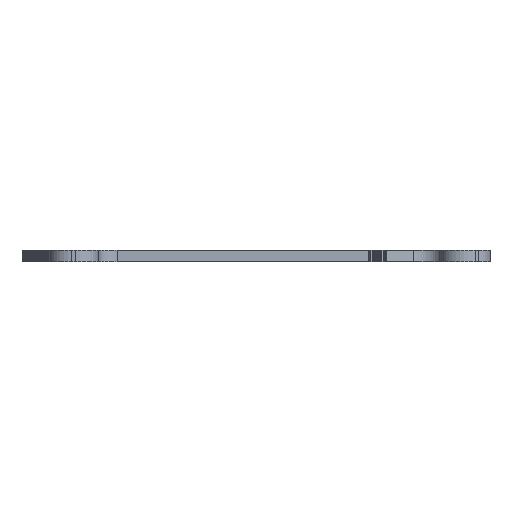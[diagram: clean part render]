
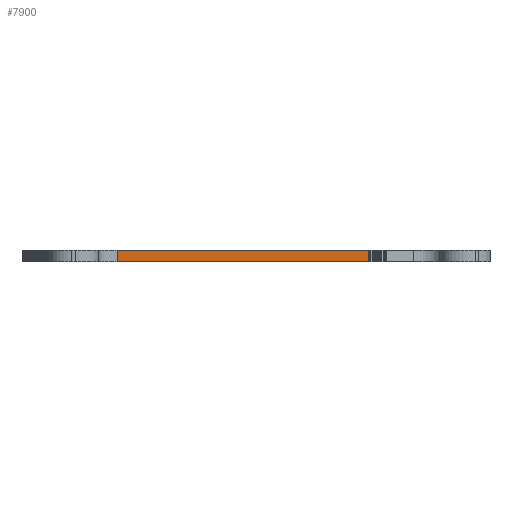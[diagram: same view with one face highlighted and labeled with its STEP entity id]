
A CAD part, left-side view. The second image highlights one B-rep face of the part: STEP entity #7900.
In plain terms, the highlighted face is a extrusion surface.
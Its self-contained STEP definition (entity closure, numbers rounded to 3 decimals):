
#72 = PLANE('',#73);
#73 = AXIS2_PLACEMENT_3D('',#74,#75,#76);
#74 = CARTESIAN_POINT('',(67.31,-54.148,0.));
#75 = DIRECTION('',(-0.,-0.,-1.));
#76 = DIRECTION('',(-1.,0.,0.));
#569 = ( BOUNDED_SURFACE() B_SPLINE_SURFACE(2,2,(
    (#570,#571,#572,#573,#574)
    ,(#575,#576,#577,#578,#579)
    ,(#580,#581,#582,#583,#584
)),.UNSPECIFIED.,.F.,.F.,.F.) B_SPLINE_SURFACE_WITH_KNOTS((3,3),(3,1,1,3
    ),(0.,3.),(-0.184,0.,3.,3.184),.UNSPECIFIED.) 
GEOMETRIC_REPRESENTATION_ITEM() RATIONAL_B_SPLINE_SURFACE((
    (1.,1.,1.,1.,1.)
    ,(0.707,0.707,0.707,0.707
      ,0.707)
,(1.,1.,1.,1.,1.))) REPRESENTATION_ITEM('') SURFACE() );
#570 = CARTESIAN_POINT('',(-4.901,-20.099,3.184));
#571 = CARTESIAN_POINT('',(-4.901,-20.099,3.092));
#572 = CARTESIAN_POINT('',(-4.901,-20.099,1.5));
#573 = CARTESIAN_POINT('',(-4.901,-20.099,-0.092));
#574 = CARTESIAN_POINT('',(-4.901,-20.099,-0.184));
#575 = CARTESIAN_POINT('',(0.099,-20.099,3.184));
#576 = CARTESIAN_POINT('',(0.099,-20.099,3.092));
#577 = CARTESIAN_POINT('',(0.099,-20.099,1.5));
#578 = CARTESIAN_POINT('',(0.099,-20.099,-0.092));
#579 = CARTESIAN_POINT('',(0.099,-20.099,-0.184));
#580 = CARTESIAN_POINT('',(0.099,-25.099,3.184));
#581 = CARTESIAN_POINT('',(0.099,-25.099,3.092));
#582 = CARTESIAN_POINT('',(0.099,-25.099,1.5));
#583 = CARTESIAN_POINT('',(0.099,-25.099,-0.092));
#584 = CARTESIAN_POINT('',(0.099,-25.099,-0.184));
#595 = EDGE_CURVE('',#596,#598,#600,.T.);
#596 = VERTEX_POINT('',#597);
#597 = CARTESIAN_POINT('',(0.099,-90.772,0.));
#598 = VERTEX_POINT('',#599);
#599 = CARTESIAN_POINT('',(0.099,-25.099,0.));
#600 = SURFACE_CURVE('',#601,(#604,#610),.PCURVE_S1.);
#601 = B_SPLINE_CURVE_WITH_KNOTS('',1,(#602,#603),.UNSPECIFIED.,.F.,.F.,
  (2,2),(0.,32155.),.PIECEWISE_BEZIER_KNOTS.);
#602 = CARTESIAN_POINT('',(0.099,-90.772,0.));
#603 = CARTESIAN_POINT('',(0.099,-9.098,0.));
#604 = PCURVE('',#72,#605);
#605 = DEFINITIONAL_REPRESENTATION('',(#606),#609);
#606 = B_SPLINE_CURVE_WITH_KNOTS('',1,(#607,#608),.UNSPECIFIED.,.F.,.F.,
  (2,2),(0.,32155.),.PIECEWISE_BEZIER_KNOTS.);
#607 = CARTESIAN_POINT('',(67.211,-36.624));
#608 = CARTESIAN_POINT('',(67.211,45.049));
#609 = ( GEOMETRIC_REPRESENTATION_CONTEXT(2) 
PARAMETRIC_REPRESENTATION_CONTEXT() REPRESENTATION_CONTEXT('2D SPACE',''
  ) );
#610 = PCURVE('',#611,#617);
#611 = SURFACE_OF_LINEAR_EXTRUSION('',#612,#615);
#612 = B_SPLINE_CURVE_WITH_KNOTS('',1,(#613,#614),.UNSPECIFIED.,.F.,.F.,
  (2,2),(0.,32155.),.PIECEWISE_BEZIER_KNOTS.);
#613 = CARTESIAN_POINT('',(0.099,-90.772,0.));
#614 = CARTESIAN_POINT('',(0.099,-9.098,0.));
#615 = VECTOR('',#616,1.);
#616 = DIRECTION('',(-0.,-0.,-1.));
#617 = DEFINITIONAL_REPRESENTATION('',(#618),#622);
#618 = LINE('',#619,#620);
#619 = CARTESIAN_POINT('',(0.,0.));
#620 = VECTOR('',#621,1.);
#621 = DIRECTION('',(1.,0.));
#622 = ( GEOMETRIC_REPRESENTATION_CONTEXT(2) 
PARAMETRIC_REPRESENTATION_CONTEXT() REPRESENTATION_CONTEXT('2D SPACE',''
  ) );
#6928 = SURFACE_OF_LINEAR_EXTRUSION('',#6929,#6932);
#6929 = B_SPLINE_CURVE_WITH_KNOTS('',1,(#6930,#6931),.UNSPECIFIED.,.F.,
  .F.,(2,2),(0.,117.017),.PIECEWISE_BEZIER_KNOTS.);
#6930 = CARTESIAN_POINT('',(0.104,-91.069,0.));
#6931 = CARTESIAN_POINT('',(0.099,-90.772,0.));
#6932 = VECTOR('',#6933,1.);
#6933 = DIRECTION('',(-0.,-0.,-1.));
#7460 = VERTEX_POINT('',#7461);
#7461 = CARTESIAN_POINT('',(0.099,-25.099,3.));
#7537 = PLANE('',#7538);
#7538 = AXIS2_PLACEMENT_3D('',#7539,#7540,#7541);
#7539 = CARTESIAN_POINT('',(67.31,-54.148,3.));
#7540 = DIRECTION('',(-0.,-0.,-1.));
#7541 = DIRECTION('',(-1.,0.,0.));
#7580 = EDGE_CURVE('',#7460,#598,#7581,.T.);
#7581 = SURFACE_CURVE('',#7582,(#7588,#7595),.PCURVE_S1.);
#7582 = B_SPLINE_CURVE_WITH_KNOTS('',2,(#7583,#7584,#7585,#7586,#7587),
  .UNSPECIFIED.,.F.,.F.,(3,1,1,3),(-0.184,0.,3.,3.184),
  .UNSPECIFIED.);
#7583 = CARTESIAN_POINT('',(0.099,-25.099,3.184));
#7584 = CARTESIAN_POINT('',(0.099,-25.099,3.092));
#7585 = CARTESIAN_POINT('',(0.099,-25.099,1.5));
#7586 = CARTESIAN_POINT('',(0.099,-25.099,-0.092));
#7587 = CARTESIAN_POINT('',(0.099,-25.099,-0.184));
#7588 = PCURVE('',#569,#7589);
#7589 = DEFINITIONAL_REPRESENTATION('',(#7590),#7594);
#7590 = LINE('',#7591,#7592);
#7591 = CARTESIAN_POINT('',(3.,0.));
#7592 = VECTOR('',#7593,1.);
#7593 = DIRECTION('',(0.,1.));
#7594 = ( GEOMETRIC_REPRESENTATION_CONTEXT(2) 
PARAMETRIC_REPRESENTATION_CONTEXT() REPRESENTATION_CONTEXT('2D SPACE',''
  ) );
#7595 = PCURVE('',#611,#7596);
#7596 = DEFINITIONAL_REPRESENTATION('',(#7597),#7600);
#7597 = B_SPLINE_CURVE_WITH_KNOTS('',1,(#7598,#7599),.UNSPECIFIED.,.F.,
  .F.,(2,2),(0.,3.),.PIECEWISE_BEZIER_KNOTS.);
#7598 = CARTESIAN_POINT('',(25855.386,-3.));
#7599 = CARTESIAN_POINT('',(25855.386,0.));
#7600 = ( GEOMETRIC_REPRESENTATION_CONTEXT(2) 
PARAMETRIC_REPRESENTATION_CONTEXT() REPRESENTATION_CONTEXT('2D SPACE',''
  ) );
#7900 = ADVANCED_FACE('',(#7901),#611,.T.);
#7901 = FACE_BOUND('',#7902,.T.);
#7902 = EDGE_LOOP('',(#7903,#7904,#7927,#7946));
#7903 = ORIENTED_EDGE('',*,*,#595,.F.);
#7904 = ORIENTED_EDGE('',*,*,#7905,.T.);
#7905 = EDGE_CURVE('',#596,#7906,#7908,.T.);
#7906 = VERTEX_POINT('',#7907);
#7907 = CARTESIAN_POINT('',(0.099,-90.772,3.));
#7908 = SURFACE_CURVE('',#7909,(#7913,#7920),.PCURVE_S1.);
#7909 = LINE('',#7910,#7911);
#7910 = CARTESIAN_POINT('',(0.099,-90.772,0.));
#7911 = VECTOR('',#7912,1.);
#7912 = DIRECTION('',(0.,0.,1.));
#7913 = PCURVE('',#611,#7914);
#7914 = DEFINITIONAL_REPRESENTATION('',(#7915),#7919);
#7915 = LINE('',#7916,#7917);
#7916 = CARTESIAN_POINT('',(0.,0.));
#7917 = VECTOR('',#7918,1.);
#7918 = DIRECTION('',(0.,-1.));
#7919 = ( GEOMETRIC_REPRESENTATION_CONTEXT(2) 
PARAMETRIC_REPRESENTATION_CONTEXT() REPRESENTATION_CONTEXT('2D SPACE',''
  ) );
#7920 = PCURVE('',#6928,#7921);
#7921 = DEFINITIONAL_REPRESENTATION('',(#7922),#7926);
#7922 = LINE('',#7923,#7924);
#7923 = CARTESIAN_POINT('',(117.017,0.));
#7924 = VECTOR('',#7925,1.);
#7925 = DIRECTION('',(0.,-1.));
#7926 = ( GEOMETRIC_REPRESENTATION_CONTEXT(2) 
PARAMETRIC_REPRESENTATION_CONTEXT() REPRESENTATION_CONTEXT('2D SPACE',''
  ) );
#7927 = ORIENTED_EDGE('',*,*,#7928,.T.);
#7928 = EDGE_CURVE('',#7906,#7460,#7929,.T.);
#7929 = SURFACE_CURVE('',#7930,(#7933,#7940),.PCURVE_S1.);
#7930 = B_SPLINE_CURVE_WITH_KNOTS('',1,(#7931,#7932),.UNSPECIFIED.,.F.,
  .F.,(2,2),(0.,32155.),.PIECEWISE_BEZIER_KNOTS.);
#7931 = CARTESIAN_POINT('',(0.099,-90.772,3.));
#7932 = CARTESIAN_POINT('',(0.099,-9.098,3.));
#7933 = PCURVE('',#611,#7934);
#7934 = DEFINITIONAL_REPRESENTATION('',(#7935),#7939);
#7935 = LINE('',#7936,#7937);
#7936 = CARTESIAN_POINT('',(0.,-3.));
#7937 = VECTOR('',#7938,1.);
#7938 = DIRECTION('',(1.,0.));
#7939 = ( GEOMETRIC_REPRESENTATION_CONTEXT(2) 
PARAMETRIC_REPRESENTATION_CONTEXT() REPRESENTATION_CONTEXT('2D SPACE',''
  ) );
#7940 = PCURVE('',#7537,#7941);
#7941 = DEFINITIONAL_REPRESENTATION('',(#7942),#7945);
#7942 = B_SPLINE_CURVE_WITH_KNOTS('',1,(#7943,#7944),.UNSPECIFIED.,.F.,
  .F.,(2,2),(0.,32155.),.PIECEWISE_BEZIER_KNOTS.);
#7943 = CARTESIAN_POINT('',(67.211,-36.624));
#7944 = CARTESIAN_POINT('',(67.211,45.049));
#7945 = ( GEOMETRIC_REPRESENTATION_CONTEXT(2) 
PARAMETRIC_REPRESENTATION_CONTEXT() REPRESENTATION_CONTEXT('2D SPACE',''
  ) );
#7946 = ORIENTED_EDGE('',*,*,#7580,.T.);
